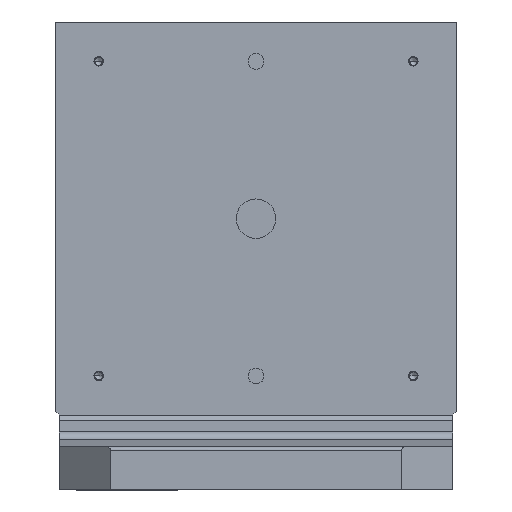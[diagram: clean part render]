
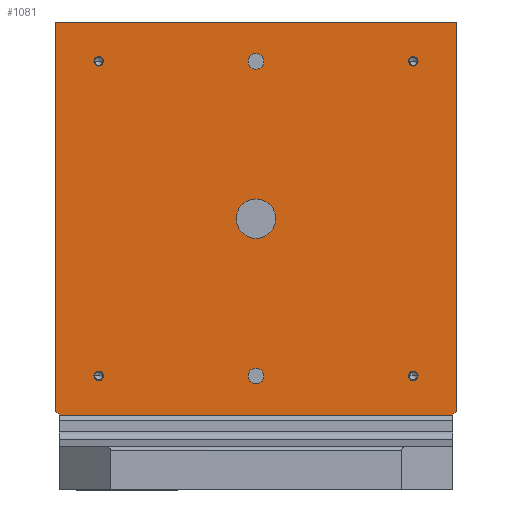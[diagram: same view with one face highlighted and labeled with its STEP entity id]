
A CAD part, front view. The second image highlights one B-rep face of the part: STEP entity #1081.
In plain terms, the highlighted planar face has unit normal (0, -1, 0).
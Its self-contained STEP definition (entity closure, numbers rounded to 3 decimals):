
#755=EDGE_CURVE('',#1487,#817,#2157,.T.);
#791=EDGE_CURVE('',#2049,#983,#2201,.T.);
#817=VERTEX_POINT('',#2230);
#869=EDGE_CURVE('',#1083,#2077,#2287,.T.);
#983=VERTEX_POINT('',#2417);
#991=VERTEX_POINT('',#2425);
#997=VERTEX_POINT('',#2432);
#1049=EDGE_CURVE('',#991,#2039,#2486,.T.);
#1077=EDGE_CURVE('',#2077,#1083,#2516,.T.);
#1081=ADVANCED_FACE('',(#2520,#2521,#2522,#2523,#2524,#2525,#2526,#2527),#2528,.T.);
#1083=VERTEX_POINT('',#2530);
#1137=EDGE_CURVE('',#1211,#2043,#2590,.T.);
#1189=EDGE_CURVE('',#1617,#1723,#2649,.T.);
#1211=VERTEX_POINT('',#2673);
#1239=EDGE_CURVE('',#997,#1641,#2704,.T.);
#1283=VERTEX_POINT('',#2760);
#1347=EDGE_CURVE('',#1723,#1617,#2841,.T.);
#1455=EDGE_CURVE('',#1673,#2049,#2959,.T.);
#1487=VERTEX_POINT('',#2997);
#1507=VERTEX_POINT('',#3029);
#1555=EDGE_CURVE('',#817,#1487,#3082,.T.);
#1617=VERTEX_POINT('',#3154);
#1639=EDGE_CURVE('',#1803,#1673,#3178,.T.);
#1641=VERTEX_POINT('',#3180);
#1673=VERTEX_POINT('',#3215);
#1703=EDGE_CURVE('',#1641,#997,#3247,.T.);
#1723=VERTEX_POINT('',#3267);
#1789=EDGE_CURVE('',#2003,#1803,#3341,.T.);
#1803=VERTEX_POINT('',#3357);
#1817=EDGE_CURVE('',#1507,#1283,#3373,.T.);
#1885=EDGE_CURVE('',#2043,#1211,#3446,.T.);
#1945=EDGE_CURVE('',#2019,#2003,#3510,.T.);
#1975=EDGE_CURVE('',#1283,#1507,#3544,.T.);
#1997=EDGE_CURVE('',#2039,#991,#3570,.T.);
#2003=VERTEX_POINT('',#3576);
#2015=EDGE_CURVE('',#983,#2019,#3589,.T.);
#2019=VERTEX_POINT('',#3594);
#2039=VERTEX_POINT('',#3617);
#2043=VERTEX_POINT('',#3622);
#2049=VERTEX_POINT('',#3628);
#2077=VERTEX_POINT('',#3661);
#2157=CIRCLE('',#3748,5.053);
#2201=LINE('',#3805,#3806);
#2230=CARTESIAN_POINT('',(-194.947,-50.,545.0));
#2287=CIRCLE('',#3922,5.053);
#2417=CARTESIAN_POINT('',(-255.0,-50.,100.0));
#2425=CARTESIAN_POINT('',(-10.,-50.0,545.0));
#2432=CARTESIAN_POINT('',(-194.947,-50.,145.0));
#2486=CIRCLE('',#4188,10.0);
#2516=CIRCLE('',#4228,5.053);
#2520=FACE_BOUND('',#4233,.T.);
#2521=FACE_BOUND('',#4234,.T.);
#2522=FACE_BOUND('',#4235,.T.);
#2523=FACE_BOUND('',#4236,.T.);
#2524=FACE_BOUND('',#4237,.T.);
#2525=FACE_BOUND('',#4238,.T.);
#2526=FACE_BOUND('',#4239,.T.);
#2527=FACE_OUTER_BOUND('',#4240,.T.);
#2528=PLANE('',#4241);
#2530=CARTESIAN_POINT('',(205.053,-50.0,145.0));
#2590=CIRCLE('',#4327,5.053);
#2649=CIRCLE('',#4404,10.0);
#2673=CARTESIAN_POINT('',(205.053,-50.,545.0));
#2704=CIRCLE('',#4473,5.053);
#2760=CARTESIAN_POINT('',(25.,-50.,345.0));
#2841=CIRCLE('',#4647,10.0);
#2959=LINE('',#4805,#4806);
#2997=CARTESIAN_POINT('',(-205.053,-50.,545.0));
#3029=CARTESIAN_POINT('',(-25.,-50.0,345.0));
#3082=CIRCLE('',#4953,5.053);
#3154=CARTESIAN_POINT('',(-10.0,-50.0,145.0));
#3178=LINE('',#5077,#5078);
#3180=CARTESIAN_POINT('',(-205.053,-50.,145.0));
#3215=CARTESIAN_POINT('',(250.0,-50.,95.));
#3247=CIRCLE('',#5168,5.053);
#3267=CARTESIAN_POINT('',(10.0,-50.,145.0));
#3341=LINE('',#5297,#5298);
#3357=CARTESIAN_POINT('',(255.0,-50.,100.0));
#3373=CIRCLE('',#5339,25.0);
#3446=CIRCLE('',#5449,5.053);
#3510=LINE('',#5537,#5538);
#3544=CIRCLE('',#5583,25.0);
#3570=CIRCLE('',#5617,10.0);
#3576=CARTESIAN_POINT('',(255.0,-50.,595.0));
#3589=LINE('',#5641,#5642);
#3594=CARTESIAN_POINT('',(-255.0,-50.,595.0));
#3617=CARTESIAN_POINT('',(10.,-50.,545.0));
#3622=CARTESIAN_POINT('',(194.947,-50.,545.0));
#3628=CARTESIAN_POINT('',(-250.0,-50.,95.));
#3661=CARTESIAN_POINT('',(194.947,-50.,145.0));
#3748=AXIS2_PLACEMENT_3D('',#5813,#5814,#5815);
#3805=CARTESIAN_POINT('',(-255.0,-50.,100.0));
#3806=VECTOR('',#5885,1.0);
#3922=AXIS2_PLACEMENT_3D('',#5982,#5983,#5984);
#4188=AXIS2_PLACEMENT_3D('',#6220,#6221,#6222);
#4228=AXIS2_PLACEMENT_3D('',#6256,#6257,#6258);
#4233=EDGE_LOOP('',(#6263,#6264));
#4234=EDGE_LOOP('',(#6265,#6266));
#4235=EDGE_LOOP('',(#6267,#6268));
#4236=EDGE_LOOP('',(#6269,#6270));
#4237=EDGE_LOOP('',(#6271,#6272));
#4238=EDGE_LOOP('',(#6273,#6274));
#4239=EDGE_LOOP('',(#6275,#6276));
#4240=EDGE_LOOP('',(#6277,#6278,#6279,#6280,#6281,#6282));
#4241=AXIS2_PLACEMENT_3D('',#6283,#6284,#6285);
#4327=AXIS2_PLACEMENT_3D('',#6350,#6351,#6352);
#4404=AXIS2_PLACEMENT_3D('',#6423,#6424,#6425);
#4473=AXIS2_PLACEMENT_3D('',#6485,#6486,#6487);
#4647=AXIS2_PLACEMENT_3D('',#6706,#6707,#6708);
#4805=CARTESIAN_POINT('',(250.0,-50.,95.));
#4806=VECTOR('',#6820,1.0);
#4953=AXIS2_PLACEMENT_3D('',#6980,#6981,#6982);
#5077=CARTESIAN_POINT('',(250.0,-50.,95.));
#5078=VECTOR('',#7103,1.0);
#5168=AXIS2_PLACEMENT_3D('',#7168,#7169,#7170);
#5297=CARTESIAN_POINT('',(255.0,-50.,100.0));
#5298=VECTOR('',#7283,1.0);
#5339=AXIS2_PLACEMENT_3D('',#7316,#7317,#7318);
#5449=AXIS2_PLACEMENT_3D('',#7402,#7403,#7404);
#5537=CARTESIAN_POINT('',(255.0,-50.,595.0));
#5538=VECTOR('',#7466,1.0);
#5583=AXIS2_PLACEMENT_3D('',#7511,#7512,#7513);
#5617=AXIS2_PLACEMENT_3D('',#7555,#7556,#7557);
#5641=CARTESIAN_POINT('',(-255.0,-50.,595.0));
#5642=VECTOR('',#7574,1.0);
#5813=CARTESIAN_POINT('',(-200.0,-50.,545.0));
#5814=DIRECTION('',(0.0,1.0,0.0));
#5815=DIRECTION('',(1.0,0.0,0.));
#5885=DIRECTION('',(-0.707,0.0,0.707));
#5982=CARTESIAN_POINT('',(200.0,-50.,145.0));
#5983=DIRECTION('',(0.0,1.0,0.0));
#5984=DIRECTION('',(1.0,0.0,0.));
#6220=CARTESIAN_POINT('',(0.,-50.,545.0));
#6221=DIRECTION('',(0.0,1.0,0.0));
#6222=DIRECTION('',(-1.0,0.0,0.0));
#6256=CARTESIAN_POINT('',(200.0,-50.,145.0));
#6257=DIRECTION('',(0.0,1.0,0.0));
#6258=DIRECTION('',(1.0,0.0,0.));
#6263=ORIENTED_EDGE('',*,*,#1049,.T.);
#6264=ORIENTED_EDGE('',*,*,#1997,.T.);
#6265=ORIENTED_EDGE('',*,*,#1817,.T.);
#6266=ORIENTED_EDGE('',*,*,#1975,.T.);
#6267=ORIENTED_EDGE('',*,*,#1189,.T.);
#6268=ORIENTED_EDGE('',*,*,#1347,.T.);
#6269=ORIENTED_EDGE('',*,*,#869,.T.);
#6270=ORIENTED_EDGE('',*,*,#1077,.T.);
#6271=ORIENTED_EDGE('',*,*,#1239,.T.);
#6272=ORIENTED_EDGE('',*,*,#1703,.T.);
#6273=ORIENTED_EDGE('',*,*,#1555,.T.);
#6274=ORIENTED_EDGE('',*,*,#755,.T.);
#6275=ORIENTED_EDGE('',*,*,#1137,.T.);
#6276=ORIENTED_EDGE('',*,*,#1885,.T.);
#6277=ORIENTED_EDGE('',*,*,#791,.F.);
#6278=ORIENTED_EDGE('',*,*,#1455,.F.);
#6279=ORIENTED_EDGE('',*,*,#1639,.F.);
#6280=ORIENTED_EDGE('',*,*,#1789,.F.);
#6281=ORIENTED_EDGE('',*,*,#1945,.F.);
#6282=ORIENTED_EDGE('',*,*,#2015,.F.);
#6283=CARTESIAN_POINT('',(0.,-50.,345.732));
#6284=DIRECTION('',(0.0,-1.0,0.0));
#6285=DIRECTION('',(1.0,0.0,0.0));
#6350=CARTESIAN_POINT('',(200.0,-50.,545.0));
#6351=DIRECTION('',(0.0,1.0,0.0));
#6352=DIRECTION('',(1.0,0.0,0.));
#6423=CARTESIAN_POINT('',(0.0,-50.,145.0));
#6424=DIRECTION('',(0.0,1.0,0.0));
#6425=DIRECTION('',(-1.0,0.0,0.0));
#6485=CARTESIAN_POINT('',(-200.0,-50.,145.0));
#6486=DIRECTION('',(0.0,1.0,0.0));
#6487=DIRECTION('',(1.0,0.0,0.));
#6706=CARTESIAN_POINT('',(0.0,-50.,145.0));
#6707=DIRECTION('',(0.0,1.0,0.0));
#6708=DIRECTION('',(-1.0,0.0,0.0));
#6820=DIRECTION('',(-1.0,0.0,0.0));
#6980=CARTESIAN_POINT('',(-200.0,-50.,545.0));
#6981=DIRECTION('',(0.0,1.0,0.0));
#6982=DIRECTION('',(1.0,0.0,0.));
#7103=DIRECTION('',(-0.707,0.0,-0.707));
#7168=CARTESIAN_POINT('',(-200.0,-50.,145.0));
#7169=DIRECTION('',(0.0,1.0,0.0));
#7170=DIRECTION('',(1.0,0.0,0.));
#7283=DIRECTION('',(0.0,0.0,-1.0));
#7316=CARTESIAN_POINT('',(0.,-50.,345.0));
#7317=DIRECTION('',(0.0,1.0,0.0));
#7318=DIRECTION('',(-1.0,0.0,0.0));
#7402=CARTESIAN_POINT('',(200.0,-50.,545.0));
#7403=DIRECTION('',(0.0,1.0,0.0));
#7404=DIRECTION('',(1.0,0.0,0.));
#7466=DIRECTION('',(1.0,0.0,0.0));
#7511=CARTESIAN_POINT('',(0.,-50.,345.0));
#7512=DIRECTION('',(0.0,1.0,0.0));
#7513=DIRECTION('',(-1.0,0.0,0.0));
#7555=CARTESIAN_POINT('',(0.,-50.,545.0));
#7556=DIRECTION('',(0.0,1.0,0.0));
#7557=DIRECTION('',(-1.0,0.0,0.0));
#7574=DIRECTION('',(0.0,0.0,1.0));
